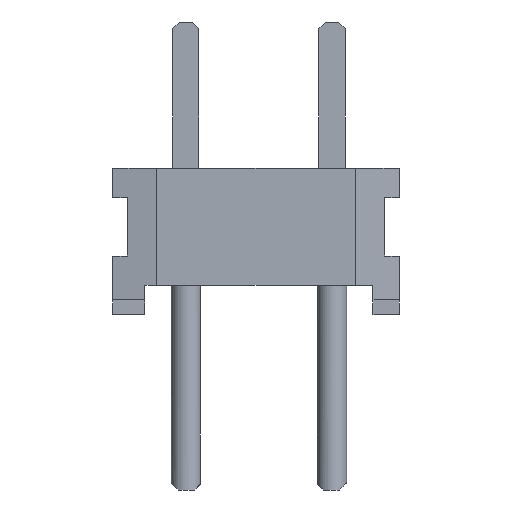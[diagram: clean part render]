
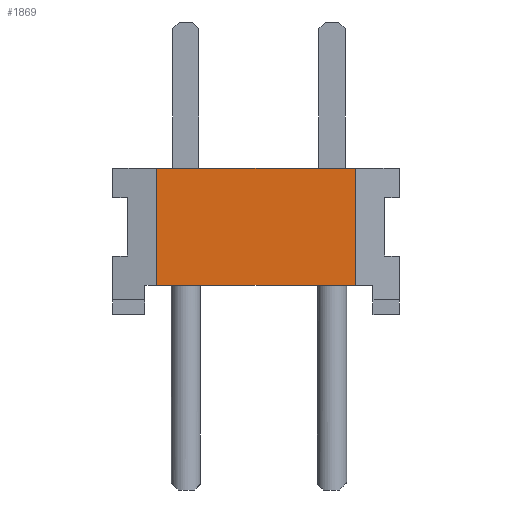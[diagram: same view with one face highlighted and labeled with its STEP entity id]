
A CAD part, left-side view. The second image highlights one B-rep face of the part: STEP entity #1869.
In plain terms, the highlighted planar face has unit normal (-1, 0, 0).
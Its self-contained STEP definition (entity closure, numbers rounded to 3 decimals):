
#1869 = ADVANCED_FACE('',(#1870),#1904,.F.);
#1870 = FACE_BOUND('',#1871,.T.);
#1871 = EDGE_LOOP('',(#1872,#1882,#1890,#1898));
#1872 = ORIENTED_EDGE('',*,*,#1873,.F.);
#1873 = EDGE_CURVE('',#1874,#1876,#1878,.T.);
#1874 = VERTEX_POINT('',#1875);
#1875 = CARTESIAN_POINT('',(-2.54,1.778,2.54));
#1876 = VERTEX_POINT('',#1877);
#1877 = CARTESIAN_POINT('',(-2.54,-1.676,2.54));
#1878 = LINE('',#1879,#1880);
#1879 = CARTESIAN_POINT('',(-2.54,2.54,2.54));
#1880 = VECTOR('',#1881,1.);
#1881 = DIRECTION('',(0.,-1.,0.));
#1882 = ORIENTED_EDGE('',*,*,#1883,.T.);
#1883 = EDGE_CURVE('',#1874,#1884,#1886,.T.);
#1884 = VERTEX_POINT('',#1885);
#1885 = CARTESIAN_POINT('',(-2.54,1.778,0.508));
#1886 = LINE('',#1887,#1888);
#1887 = CARTESIAN_POINT('',(-2.54,1.778,2.54));
#1888 = VECTOR('',#1889,1.);
#1889 = DIRECTION('',(0.,0.,-1.));
#1890 = ORIENTED_EDGE('',*,*,#1891,.T.);
#1891 = EDGE_CURVE('',#1884,#1892,#1894,.T.);
#1892 = VERTEX_POINT('',#1893);
#1893 = CARTESIAN_POINT('',(-2.54,-1.676,0.508));
#1894 = LINE('',#1895,#1896);
#1895 = CARTESIAN_POINT('',(-2.54,1.981,0.508));
#1896 = VECTOR('',#1897,1.);
#1897 = DIRECTION('',(0.,-1.,0.));
#1898 = ORIENTED_EDGE('',*,*,#1899,.T.);
#1899 = EDGE_CURVE('',#1892,#1876,#1900,.T.);
#1900 = LINE('',#1901,#1902);
#1901 = CARTESIAN_POINT('',(-2.54,-1.676,2.54));
#1902 = VECTOR('',#1903,1.);
#1903 = DIRECTION('',(0.,0.,1.));
#1904 = PLANE('',#1905);
#1905 = AXIS2_PLACEMENT_3D('',#1906,#1907,#1908);
#1906 = CARTESIAN_POINT('',(-2.54,2.54,2.54));
#1907 = DIRECTION('',(1.,0.,0.));
#1908 = DIRECTION('',(0.,1.,0.));
